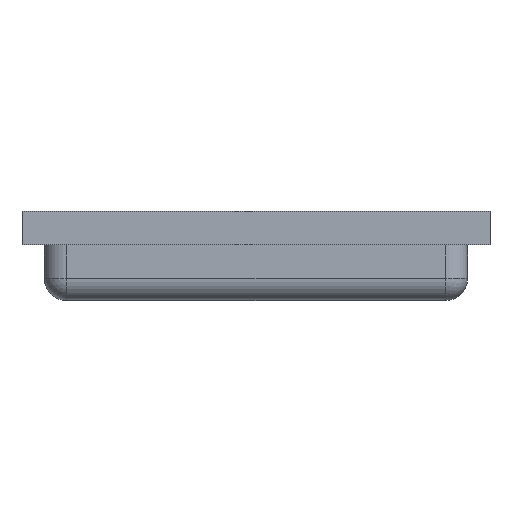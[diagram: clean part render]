
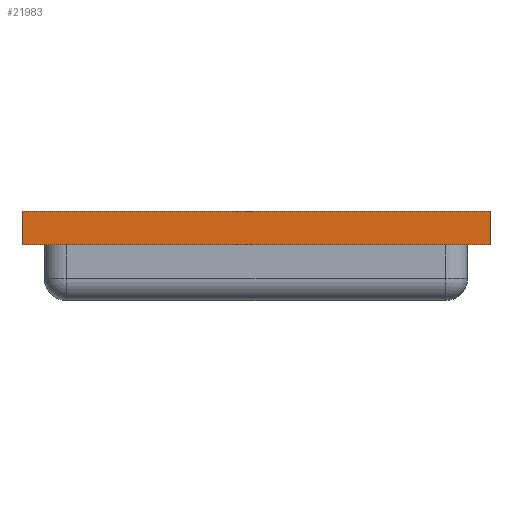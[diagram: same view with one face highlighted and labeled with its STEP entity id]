
A CAD part, front view. The second image highlights one B-rep face of the part: STEP entity #21983.
In plain terms, the highlighted planar face has unit normal (0, -1, 0).
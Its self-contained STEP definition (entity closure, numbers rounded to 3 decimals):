
#1601=FACE_OUTER_BOUND('',#2863,.T.);
#2863=EDGE_LOOP('',(#14470,#14471,#14472,#14473));
#4289=LINE('',#28207,#6652);
#4294=LINE('',#28218,#6657);
#4296=LINE('',#28221,#6659);
#4297=LINE('',#28222,#6660);
#6652=VECTOR('',#24160,1000.);
#6657=VECTOR('',#24169,1000.);
#6659=VECTOR('',#24173,1000.);
#6660=VECTOR('',#24174,1000.);
#9012=VERTEX_POINT('',#28200);
#9015=VERTEX_POINT('',#28205);
#9018=VERTEX_POINT('',#28215);
#9019=VERTEX_POINT('',#28217);
#11191=EDGE_CURVE('',#9015,#9012,#4289,.T.);
#11196=EDGE_CURVE('',#9019,#9018,#4294,.T.);
#11198=EDGE_CURVE('',#9018,#9012,#4296,.T.);
#11199=EDGE_CURVE('',#9019,#9015,#4297,.T.);
#14470=ORIENTED_EDGE('',*,*,#11198,.T.);
#14471=ORIENTED_EDGE('',*,*,#11191,.F.);
#14472=ORIENTED_EDGE('',*,*,#11199,.F.);
#14473=ORIENTED_EDGE('',*,*,#11196,.T.);
#21001=PLANE('',#23316);
#21983=ADVANCED_FACE('',(#1601),#21001,.F.);
#23316=AXIS2_PLACEMENT_3D('',#28220,#24171,#24172);
#24160=DIRECTION('',(0.,0.,-1.));
#24169=DIRECTION('',(0.,0.,-1.));
#24171=DIRECTION('center_axis',(0.,1.,0.));
#24172=DIRECTION('ref_axis',(0.,0.,1.));
#24173=DIRECTION('',(1.,0.,0.));
#24174=DIRECTION('',(1.,0.,0.));
#28200=CARTESIAN_POINT('',(5.25,-7.75,-0.375));
#28205=CARTESIAN_POINT('',(5.25,-7.75,0.375));
#28207=CARTESIAN_POINT('',(5.25,-7.75,0.375));
#28215=CARTESIAN_POINT('',(-5.25,-7.75,-0.375));
#28217=CARTESIAN_POINT('',(-5.25,-7.75,0.375));
#28218=CARTESIAN_POINT('',(-5.25,-7.75,0.375));
#28220=CARTESIAN_POINT('Origin',(-5.25,-7.75,0.375));
#28221=CARTESIAN_POINT('',(-5.25,-7.75,-0.375));
#28222=CARTESIAN_POINT('',(-5.25,-7.75,0.375));
